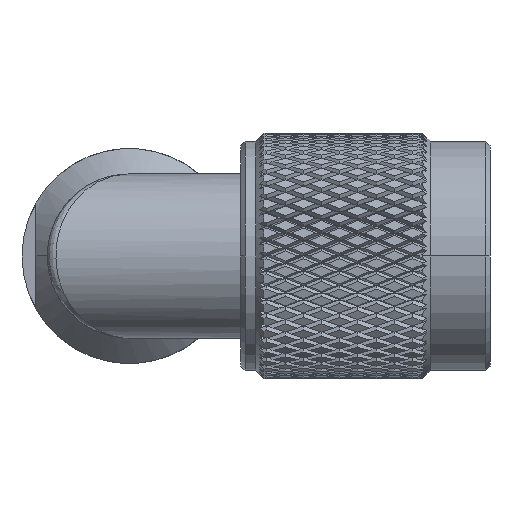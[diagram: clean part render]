
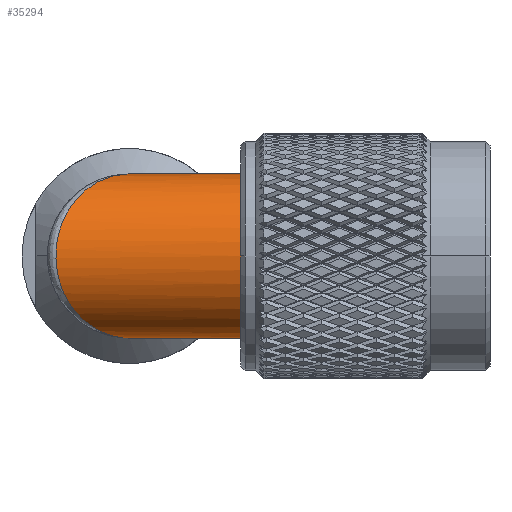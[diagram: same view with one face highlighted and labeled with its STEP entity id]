
A CAD part, left-side view. The second image highlights one B-rep face of the part: STEP entity #35294.
In plain terms, the highlighted cylindrical face has radius 4.851 mm (diameter 9.703 mm), a partial arc.
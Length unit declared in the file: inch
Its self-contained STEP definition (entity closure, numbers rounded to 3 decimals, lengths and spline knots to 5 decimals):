
#2047 = DIRECTION ( 'NONE',  ( 0., 1., 0. ) ) ;
#3107 = ORIENTED_EDGE ( 'NONE', *, *, #96529, .F. ) ;
#3643 = CARTESIAN_POINT ( 'NONE',  ( 0., 0.58, -0.191 ) ) ;
#8751 = DIRECTION ( 'NONE',  ( 1., 0., 0. ) ) ;
#10490 = VERTEX_POINT ( 'NONE', #99855 ) ;
#11257 = EDGE_CURVE ( 'NONE', #46533, #75800, #27443, .T. ) ;
#16147 = CARTESIAN_POINT ( 'NONE',  ( 0., 0., -0.191 ) ) ;
#16700 = CARTESIAN_POINT ( 'NONE',  ( -0.382, 1.181, -0.191 ) ) ;
#17381 = CARTESIAN_POINT ( 'NONE',  ( 0., 0.58, 0. ) ) ;
#21912 = CARTESIAN_POINT ( 'NONE',  ( 0., 0.839, 0.191 ) ) ;
#23033 = VERTEX_POINT ( 'NONE', #3643 ) ;
#27443 =( BOUNDED_CURVE ( )  B_SPLINE_CURVE ( 3, ( #97973, #49888, #16700, #57130 ),
 .UNSPECIFIED., .F., .F. ) 
 B_SPLINE_CURVE_WITH_KNOTS ( ( 4, 4 ),
 ( 4.71239, 7.85398 ),
 .UNSPECIFIED. ) 
 CURVE ( )  GEOMETRIC_REPRESENTATION_ITEM ( )  RATIONAL_B_SPLINE_CURVE ( ( 1., 0.333, 0.333, 1. ) ) 
 REPRESENTATION_ITEM ( '' )  );
#35294 = ADVANCED_FACE ( 'NONE', ( #63624 ), #84122, .T. ) ;
#39283 = ORIENTED_EDGE ( 'NONE', *, *, #11257, .T. ) ;
#42824 = CARTESIAN_POINT ( 'NONE',  ( 0., 0., 0. ) ) ;
#45342 = CARTESIAN_POINT ( 'NONE',  ( 0., 0., 0.191 ) ) ;
#46203 = EDGE_LOOP ( 'NONE', ( #103618, #3107, #82617, #39283 ) ) ;
#46533 = VERTEX_POINT ( 'NONE', #21912 ) ;
#46634 = LINE ( 'NONE', #16147, #63423 ) ;
#49888 = CARTESIAN_POINT ( 'NONE',  ( -0.382, 1.181, 0.191 ) ) ;
#52952 = CARTESIAN_POINT ( 'NONE',  ( 0., 0.839, -0.191 ) ) ;
#57130 = CARTESIAN_POINT ( 'NONE',  ( 0., 0.839, -0.191 ) ) ;
#62502 = LINE ( 'NONE', #45342, #85504 ) ;
#63423 = VECTOR ( 'NONE', #2047, 39.37008 ) ;
#63624 = FACE_OUTER_BOUND ( 'NONE', #46203, .T. ) ;
#66653 = EDGE_CURVE ( 'NONE', #10490, #46533, #62502, .T. ) ;
#70435 = AXIS2_PLACEMENT_3D ( 'NONE', #17381, #82182, #8751 ) ;
#71743 = AXIS2_PLACEMENT_3D ( 'NONE', #42824, #100227, #75851 ) ;
#75800 = VERTEX_POINT ( 'NONE', #52952 ) ;
#75851 = DIRECTION ( 'NONE',  ( 0., 0., 1. ) ) ;
#82182 = DIRECTION ( 'NONE',  ( 0., -1., 0. ) ) ;
#82617 = ORIENTED_EDGE ( 'NONE', *, *, #66653, .T. ) ;
#84122 = CYLINDRICAL_SURFACE ( 'NONE', #71743, 0.191 ) ;
#85504 = VECTOR ( 'NONE', #103091, 39.37008 ) ;
#92431 = CIRCLE ( 'NONE', #70435, 0.191 ) ;
#96529 = EDGE_CURVE ( 'NONE', #10490, #23033, #92431, .T. ) ;
#97973 = CARTESIAN_POINT ( 'NONE',  ( 0., 0.839, 0.191 ) ) ;
#99855 = CARTESIAN_POINT ( 'NONE',  ( 0., 0.58, 0.191 ) ) ;
#100227 = DIRECTION ( 'NONE',  ( 0., 1., 0. ) ) ;
#103091 = DIRECTION ( 'NONE',  ( 0., 1., 0. ) ) ;
#103618 = ORIENTED_EDGE ( 'NONE', *, *, #104522, .F. ) ;
#104522 = EDGE_CURVE ( 'NONE', #23033, #75800, #46634, .T. ) ;
